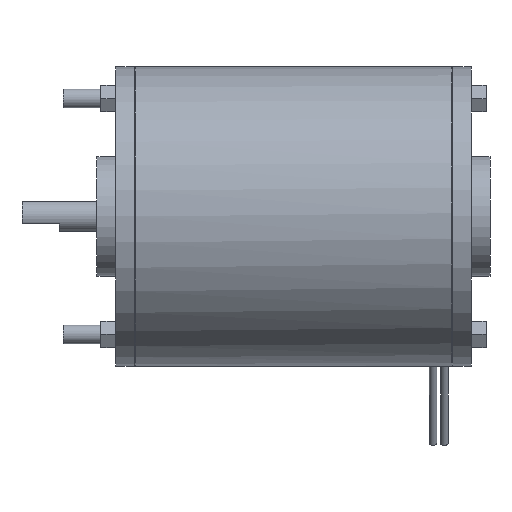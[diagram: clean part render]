
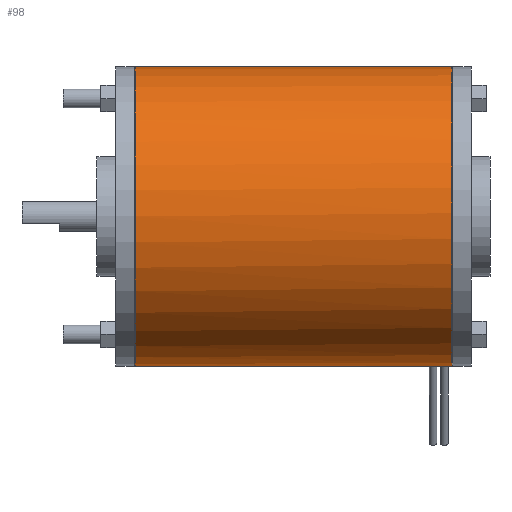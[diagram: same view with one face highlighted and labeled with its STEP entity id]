
A CAD part, front view. The second image highlights one B-rep face of the part: STEP entity #98.
In plain terms, the highlighted cylindrical face has radius 40 mm (diameter 80 mm), a full revolution.
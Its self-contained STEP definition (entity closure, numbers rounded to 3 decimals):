
#98 = ADVANCED_FACE( '', ( #248, #249 ), #250, .T. );
#248 = FACE_OUTER_BOUND( '', #478, .T. );
#249 = FACE_OUTER_BOUND( '', #479, .T. );
#250 = CYLINDRICAL_SURFACE( '', #480, 40. );
#478 = EDGE_LOOP( '', ( #724 ) );
#479 = EDGE_LOOP( '', ( #725, #726, #727, #728 ) );
#480 = AXIS2_PLACEMENT_3D( '', #729, #730, #731 );
#724 = ORIENTED_EDGE( '', *, *, #1199, .F. );
#725 = ORIENTED_EDGE( '', *, *, #1200, .T. );
#726 = ORIENTED_EDGE( '', *, *, #1201, .T. );
#727 = ORIENTED_EDGE( '', *, *, #1182, .T. );
#728 = ORIENTED_EDGE( '', *, *, #1202, .T. );
#729 = CARTESIAN_POINT( '', ( 0., 0., 0. ) );
#730 = DIRECTION( '', ( 1., 0., 0. ) );
#731 = DIRECTION( '', ( 0., 0., 1. ) );
#1182 = EDGE_CURVE( '', #1367, #1368, #1369, .F. );
#1199 = EDGE_CURVE( '', #1397, #1397, #1398, .T. );
#1200 = EDGE_CURVE( '', #1399, #1400, #1401, .T. );
#1201 = EDGE_CURVE( '', #1400, #1367, #1402, .T. );
#1202 = EDGE_CURVE( '', #1368, #1399, #1403, .T. );
#1367 = VERTEX_POINT( '', #1638 );
#1368 = VERTEX_POINT( '', #1639 );
#1369 = LINE( '', #1640, #1641 );
#1397 = VERTEX_POINT( '', #1680 );
#1398 = CIRCLE( '', #1681, 40. );
#1399 = VERTEX_POINT( '', #1682 );
#1400 = VERTEX_POINT( '', #1683 );
#1401 = LINE( '', #1684, #1685 );
#1402 = B_SPLINE_CURVE_WITH_KNOTS( '', 3, ( #1686, #1687, #1688, #1689, #1690, #1691, #1692, #1693, #1694, #1695, #1696, #1697, #1698, #1699, #1700, #1701, #1702, #1703, #1704, #1705, #1706, #1707, #1708, #1709, #1710, #1711, #1712, #1713, #1714, #1715 ), .UNSPECIFIED., .F., .F., ( 4, 2, 2, 2, 2, 2, 2, 2, 2, 2, 2, 2, 2, 2, 4 ), ( 0., 0., 0.001, 0.001, 0.002, 0.002, 0.003, 0.004, 0.004, 0.004, 0.005, 0.005, 0.005, 0.006, 0.006 ), .UNSPECIFIED. );
#1403 = CIRCLE( '', #1716, 40. );
#1638 = CARTESIAN_POINT( '', ( 109.8, 18.243, -35.598 ) );
#1639 = CARTESIAN_POINT( '', ( 114.8, 18.243, -35.598 ) );
#1640 = CARTESIAN_POINT( '', ( 0., 18.243, -35.598 ) );
#1641 = VECTOR( '', #2009, 1000. );
#1680 = CARTESIAN_POINT( '', ( 30.2, 0., 40. ) );
#1681 = AXIS2_PLACEMENT_3D( '', #2024, #2025, #2026 );
#1682 = CARTESIAN_POINT( '', ( 114.8, 21.707, -33.598 ) );
#1683 = CARTESIAN_POINT( '', ( 109.8, 21.707, -33.598 ) );
#1684 = CARTESIAN_POINT( '', ( 0., 21.707, -33.598 ) );
#1685 = VECTOR( '', #2027, 1000. );
#1686 = CARTESIAN_POINT( '', ( 109.8, 21.707, -33.598 ) );
#1687 = CARTESIAN_POINT( '', ( 109.668, 21.707, -33.598 ) );
#1688 = CARTESIAN_POINT( '', ( 109.538, 21.696, -33.605 ) );
#1689 = CARTESIAN_POINT( '', ( 109.282, 21.653, -33.632 ) );
#1690 = CARTESIAN_POINT( '', ( 109.155, 21.621, -33.653 ) );
#1691 = CARTESIAN_POINT( '', ( 108.913, 21.536, -33.707 ) );
#1692 = CARTESIAN_POINT( '', ( 108.798, 21.485, -33.74 ) );
#1693 = CARTESIAN_POINT( '', ( 108.581, 21.362, -33.818 ) );
#1694 = CARTESIAN_POINT( '', ( 108.478, 21.29, -33.863 ) );
#1695 = CARTESIAN_POINT( '', ( 108.201, 21.056, -34.01 ) );
#1696 = CARTESIAN_POINT( '', ( 108.052, 20.866, -34.127 ) );
#1697 = CARTESIAN_POINT( '', ( 107.853, 20.454, -34.376 ) );
#1698 = CARTESIAN_POINT( '', ( 107.8, 20.227, -34.51 ) );
#1699 = CARTESIAN_POINT( '', ( 107.8, 19.888, -34.706 ) );
#1700 = CARTESIAN_POINT( '', ( 107.813, 19.773, -34.771 ) );
#1701 = CARTESIAN_POINT( '', ( 107.864, 19.55, -34.897 ) );
#1702 = CARTESIAN_POINT( '', ( 107.902, 19.441, -34.958 ) );
#1703 = CARTESIAN_POINT( '', ( 108.002, 19.229, -35.075 ) );
#1704 = CARTESIAN_POINT( '', ( 108.064, 19.126, -35.131 ) );
#1705 = CARTESIAN_POINT( '', ( 108.209, 18.935, -35.234 ) );
#1706 = CARTESIAN_POINT( '', ( 108.292, 18.846, -35.282 ) );
#1707 = CARTESIAN_POINT( '', ( 108.478, 18.681, -35.37 ) );
#1708 = CARTESIAN_POINT( '', ( 108.579, 18.608, -35.408 ) );
#1709 = CARTESIAN_POINT( '', ( 108.796, 18.479, -35.476 ) );
#1710 = CARTESIAN_POINT( '', ( 108.912, 18.423, -35.505 ) );
#1711 = CARTESIAN_POINT( '', ( 109.155, 18.334, -35.551 ) );
#1712 = CARTESIAN_POINT( '', ( 109.279, 18.3, -35.568 ) );
#1713 = CARTESIAN_POINT( '', ( 109.536, 18.255, -35.592 ) );
#1714 = CARTESIAN_POINT( '', ( 109.668, 18.243, -35.598 ) );
#1715 = CARTESIAN_POINT( '', ( 109.8, 18.243, -35.598 ) );
#1716 = AXIS2_PLACEMENT_3D( '', #2028, #2029, #2030 );
#2009 = DIRECTION( '', ( -1., 0., 0. ) );
#2024 = CARTESIAN_POINT( '', ( 30.2, 0., 0. ) );
#2025 = DIRECTION( '', ( -1., 0., 0. ) );
#2026 = DIRECTION( '', ( 0., 0., 1. ) );
#2027 = DIRECTION( '', ( -1., 0., 0. ) );
#2028 = CARTESIAN_POINT( '', ( 114.8, 0., 0. ) );
#2029 = DIRECTION( '', ( -1., 0., 0. ) );
#2030 = DIRECTION( '', ( 0., 0., 1. ) );
